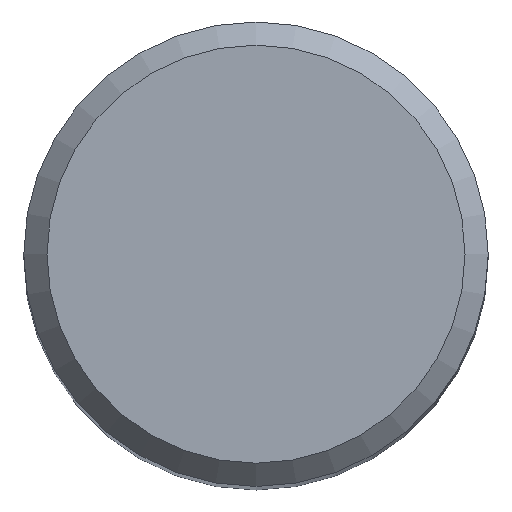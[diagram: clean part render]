
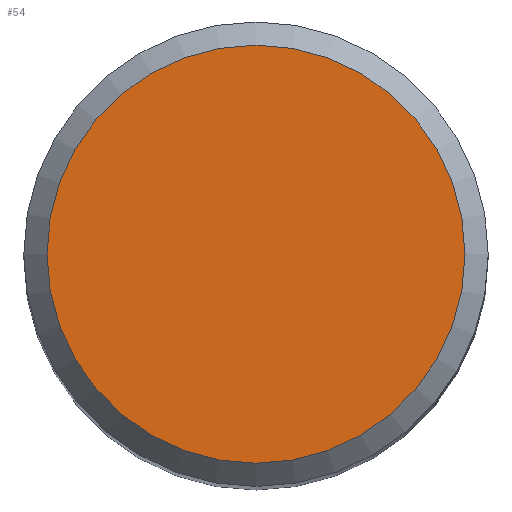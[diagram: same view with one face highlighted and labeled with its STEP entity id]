
A CAD part, top view. The second image highlights one B-rep face of the part: STEP entity #54.
In plain terms, the highlighted planar face has unit normal (0, 0, 1).
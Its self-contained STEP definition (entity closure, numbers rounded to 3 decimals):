
#15=PLANE('',#81);
#20=FACE_OUTER_BOUND('',#24,.T.);
#24=EDGE_LOOP('',(#49));
#31=CIRCLE('',#78,1.8);
#34=VERTEX_POINT('',#105);
#38=EDGE_CURVE('',#34,#34,#31,.T.);
#49=ORIENTED_EDGE('',*,*,#38,.F.);
#54=ADVANCED_FACE('',(#20),#15,.F.);
#78=AXIS2_PLACEMENT_3D('',#107,#90,#91);
#81=AXIS2_PLACEMENT_3D('',#112,#97,#98);
#90=DIRECTION('center_axis',(0.,0.,-1.));
#91=DIRECTION('ref_axis',(-1.,0.,0.));
#97=DIRECTION('center_axis',(0.,0.,-1.));
#98=DIRECTION('ref_axis',(-1.,0.,0.));
#105=CARTESIAN_POINT('',(1.8,0.,17.5));
#107=CARTESIAN_POINT('Origin',(0.,0.,17.5));
#112=CARTESIAN_POINT('Origin',(0.,0.,17.5));
